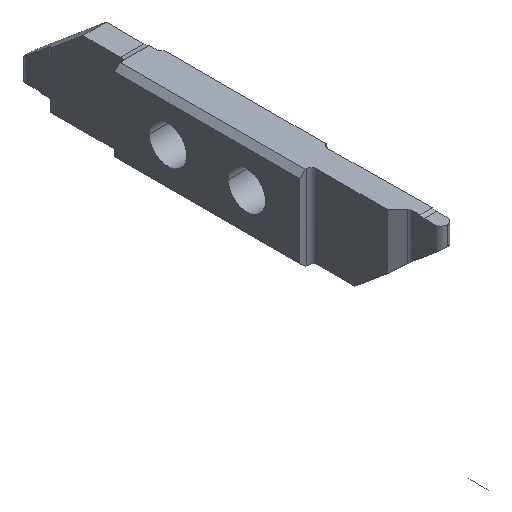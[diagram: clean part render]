
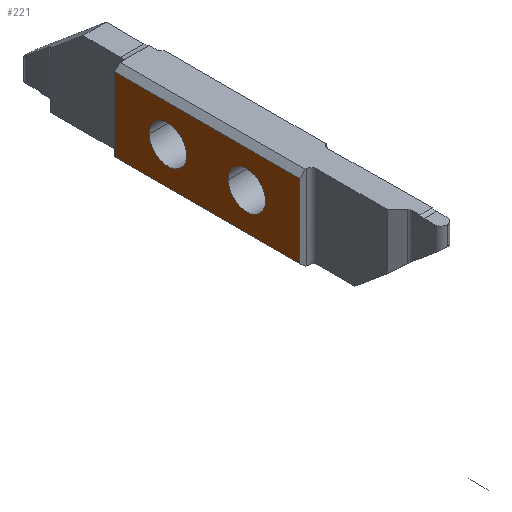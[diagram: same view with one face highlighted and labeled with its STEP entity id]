
A CAD part, isometric view. The second image highlights one B-rep face of the part: STEP entity #221.
In plain terms, the highlighted planar face has unit normal (-1, 0, 0).
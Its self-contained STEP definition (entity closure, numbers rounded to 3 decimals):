
#10=CARTESIAN_POINT('',(0.,21.975,-4.));
#11=VERTEX_POINT('',#10);
#46=CARTESIAN_POINT('',(0.,25.525,-4.));
#47=VERTEX_POINT('',#46);
#58=CARTESIAN_POINT('',(0.,25.525,-4.));
#59=CARTESIAN_POINT('',(0.,25.525,-2.225));
#60=CARTESIAN_POINT('',(0.,23.75,-2.225));
#61=CARTESIAN_POINT('',(0.,21.975,-2.225));
#62=CARTESIAN_POINT('',(0.,21.975,-4.));
#63=(BOUNDED_CURVE()B_SPLINE_CURVE(2,(#58,#59,#60,#61,#62),.UNSPECIFIED.,.F.,.F.)B_SPLINE_CURVE_WITH_KNOTS((3,2,3),(0.,1.571,3.142),.UNSPECIFIED.)CURVE()GEOMETRIC_REPRESENTATION_ITEM()RATIONAL_B_SPLINE_CURVE((1.,0.707,1.,0.707,1.)
)REPRESENTATION_ITEM(''));
#64=EDGE_CURVE('',#47,#11,#63,.T.);
#85=CARTESIAN_POINT('',(0.,20.,-4.));
#86=DIRECTION('',(1.,0.,0.));
#87=DIRECTION('',(0.,0.,1.));
#88=AXIS2_PLACEMENT_3D('',#85,#86,#87);
#89=PLANE('',#88);
#90=CARTESIAN_POINT('',(0.,11.2,-7.5));
#91=DIRECTION('',(0.,1.,0.));
#92=VECTOR('',#91,17.6);
#93=LINE('',#90,#92);
#94=CARTESIAN_POINT('',(0.,11.2,-7.5));
#95=VERTEX_POINT('',#94);
#96=CARTESIAN_POINT('',(0.,28.8,-7.5));
#97=VERTEX_POINT('',#96);
#98=EDGE_CURVE('',#95,#97,#93,.T.);
#99=ORIENTED_EDGE('Edge 584',*,*,#98,.F.);
#108=CARTESIAN_POINT('',(0.,28.8,-7.5));
#109=DIRECTION('',(0.,0.,1.));
#110=VECTOR('',#109,7.);
#111=LINE('',#108,#110);
#112=CARTESIAN_POINT('',(0.,28.8,-0.5));
#113=VERTEX_POINT('',#112);
#114=EDGE_CURVE('',#97,#113,#111,.T.);
#115=ORIENTED_EDGE('Edge 413',*,*,#114,.F.);
#124=CARTESIAN_POINT('',(0.,11.2,-0.5));
#125=DIRECTION('',(0.,1.,0.));
#126=VECTOR('',#125,17.6);
#127=LINE('',#124,#126);
#128=CARTESIAN_POINT('',(0.,11.2,-0.5));
#129=VERTEX_POINT('',#128);
#130=EDGE_CURVE('',#129,#113,#127,.T.);
#131=ORIENTED_EDGE('Edge 418',*,*,#130,.T.);
#140=CARTESIAN_POINT('',(0.,11.2,-0.5));
#141=DIRECTION('',(0.,0.,-1.));
#142=VECTOR('',#141,7.);
#143=LINE('',#140,#142);
#144=EDGE_CURVE('',#129,#95,#143,.T.);
#145=ORIENTED_EDGE('Edge 423',*,*,#144,.F.);
#154=EDGE_LOOP('',(#145,#131,#115,#99));
#155=FACE_OUTER_BOUND('Loop 424',#154,.T.);
#156=ORIENTED_EDGE('Edge 429',*,*,#64,.T.);
#165=CARTESIAN_POINT('',(0.,21.975,-4.));
#166=CARTESIAN_POINT('',(0.,21.975,-5.775));
#167=CARTESIAN_POINT('',(0.,23.75,-5.775));
#168=CARTESIAN_POINT('',(0.,25.525,-5.775));
#169=CARTESIAN_POINT('',(0.,25.525,-4.));
#170=(BOUNDED_CURVE()B_SPLINE_CURVE(2,(#165,#166,#167,#168,#169),.UNSPECIFIED.,.F.,.F.)B_SPLINE_CURVE_WITH_KNOTS((3,2,3),(0.,1.571,3.142),.UNSPECIFIED.)CURVE()GEOMETRIC_REPRESENTATION_ITEM()RATIONAL_B_SPLINE_CURVE((1.,0.707,1.,0.707
,1.))REPRESENTATION_ITEM(''));
#171=EDGE_CURVE('',#11,#47,#170,.T.);
#172=ORIENTED_EDGE('Edge 434',*,*,#171,.T.);
#181=EDGE_LOOP('',(#172,#156));
#182=FACE_BOUND('Loop 435',#181,.T.);
#183=CARTESIAN_POINT('',(0.,18.025,-4.));
#184=CARTESIAN_POINT('',(0.,18.025,-2.225));
#185=CARTESIAN_POINT('',(0.,16.25,-2.225));
#186=CARTESIAN_POINT('',(0.,14.475,-2.225));
#187=CARTESIAN_POINT('',(0.,14.475,-4.));
#188=(BOUNDED_CURVE()B_SPLINE_CURVE(2,(#183,#184,#185,#186,#187),.UNSPECIFIED.,.F.,.F.)B_SPLINE_CURVE_WITH_KNOTS((3,2,3),(0.,1.571,3.142),.UNSPECIFIED.)CURVE()GEOMETRIC_REPRESENTATION_ITEM()RATIONAL_B_SPLINE_CURVE((1.,0.707,1.,0.707
,1.))REPRESENTATION_ITEM(''));
#189=CARTESIAN_POINT('',(0.,18.025,-4.));
#190=VERTEX_POINT('',#189);
#191=CARTESIAN_POINT('',(0.,14.475,-4.));
#192=VERTEX_POINT('',#191);
#193=EDGE_CURVE('',#190,#192,#188,.T.);
#194=ORIENTED_EDGE('Edge 440',*,*,#193,.T.);
#203=CARTESIAN_POINT('',(0.,14.475,-4.));
#204=CARTESIAN_POINT('',(0.,14.475,-5.775));
#205=CARTESIAN_POINT('',(0.,16.25,-5.775));
#206=CARTESIAN_POINT('',(0.,18.025,-5.775));
#207=CARTESIAN_POINT('',(0.,18.025,-4.));
#208=(BOUNDED_CURVE()B_SPLINE_CURVE(2,(#203,#204,#205,#206,#207),.UNSPECIFIED.,.F.,.F.)B_SPLINE_CURVE_WITH_KNOTS((3,2,3),(0.,1.571,3.142),.UNSPECIFIED.)CURVE()GEOMETRIC_REPRESENTATION_ITEM()RATIONAL_B_SPLINE_CURVE((1.,0.707,1.,0.707
,1.))REPRESENTATION_ITEM(''));
#209=EDGE_CURVE('',#192,#190,#208,.T.);
#210=ORIENTED_EDGE('Edge 445',*,*,#209,.T.);
#219=EDGE_LOOP('',(#210,#194));
#220=FACE_BOUND('Loop 446',#219,.T.);
#221=ADVANCED_FACE('Face 447',(#155,#182,#220),#89,.F.);
